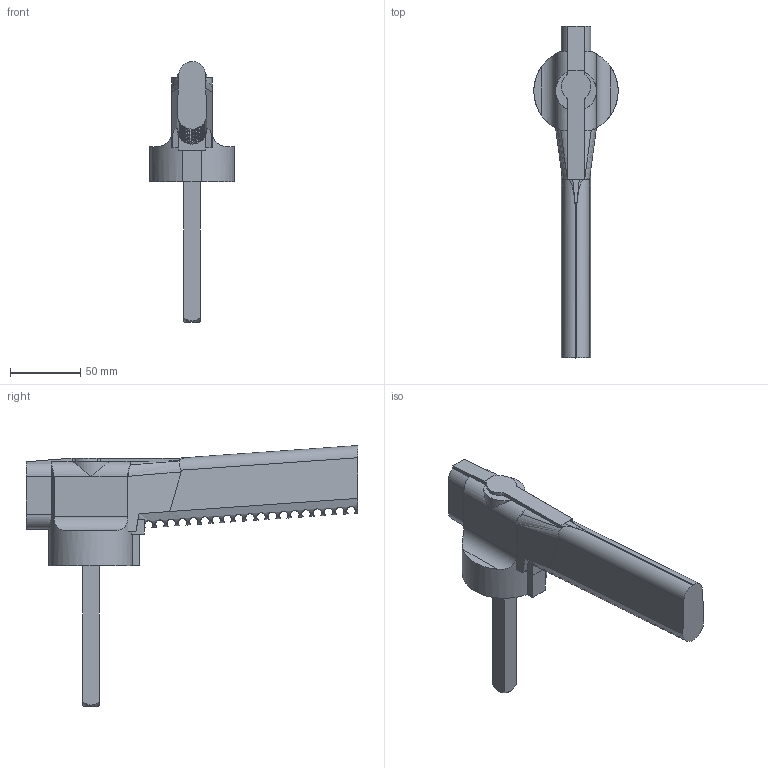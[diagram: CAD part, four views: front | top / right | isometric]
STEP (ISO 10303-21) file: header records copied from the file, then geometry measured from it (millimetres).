
FILE_DESCRIPTION (( 'STEP AP214' ), '1' );
FILE_NAME ('38596011.step', '2016-05-09T12:24:53', ( '' ), ( '' ), 'SwSTEP 2.0', 'SolidWorks 2015', '' );
FILE_SCHEMA (( 'AUTOMOTIVE_DESIGN' ));
Length unit declared in the file: inch
Products named in the file (1): 38596011
Bounding box: 60 x 235.88 x 185.38 mm (x, y, z)
Volume: 326884.2 mm3; surface area: 48703.3 mm2
Topology: 1 solids, 3 shells, 146 faces, 348 edges, 227 vertices
Faces by surface type: plane 71, cylinder 68, bspline 5, cone 2
Entity records: 6712 total; most frequent: CARTESIAN_POINT 3443, ORIENTED_EDGE 696, DIRECTION 584, EDGE_CURVE 348, VERTEX_POINT 227, VECTOR 218, LINE 218, AXIS2_PLACEMENT_3D 183
